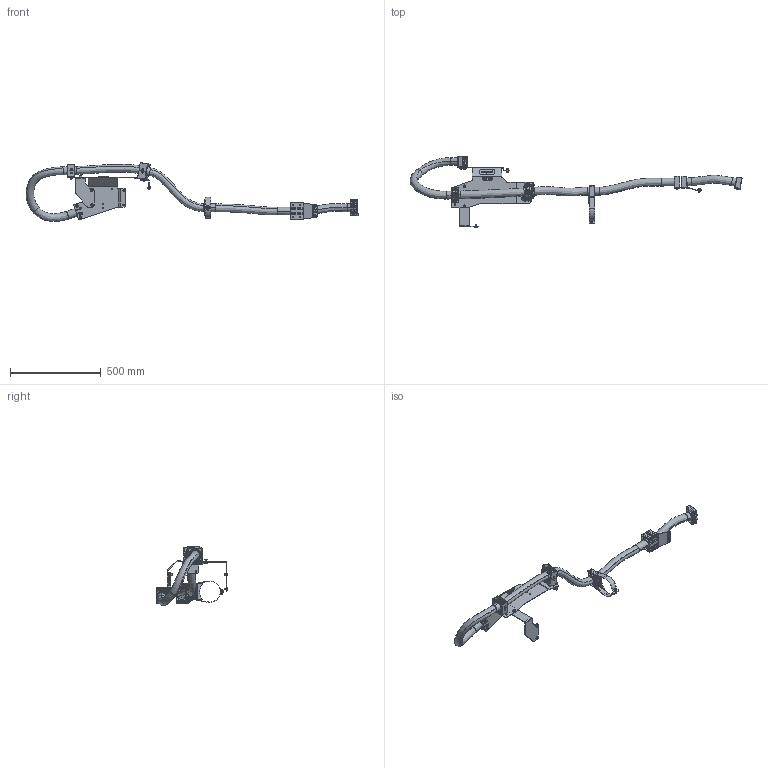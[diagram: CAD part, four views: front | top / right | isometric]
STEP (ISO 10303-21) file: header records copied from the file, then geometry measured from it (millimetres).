
FILE_DESCRIPTION (( 'STEP AP203' ), '1' );
FILE_NAME ('P2173-1.STEP', '2021-05-05T06:04:51', ( '' ), ( '' ), 'SwSTEP 2.0', 'SolidWorks 2019', '' );
FILE_SCHEMA (( 'CONFIG_CONTROL_DESIGN' ));
Products named in the file (1): P2173-1
Bounding box: 1827.97 x 396.1 x 323.45 mm (x, y, z)
Volume: 1923685.9 mm3; surface area: 1241643.4 mm2
Topology: 65 solids, 65 shells, 4632 faces, 11836 edges, 7397 vertices
Faces by surface type: plane 1853, cylinder 1488, bspline 825, torus 198, cone 180, sphere 88
Entity records: 221071 total; most frequent: CARTESIAN_POINT 112984, ORIENTED_EDGE 23384, DIRECTION 21308, EDGE_CURVE 11692, AXIS2_PLACEMENT_3D 7624, VERTEX_POINT 7397, LINE 6060, VECTOR 6060
